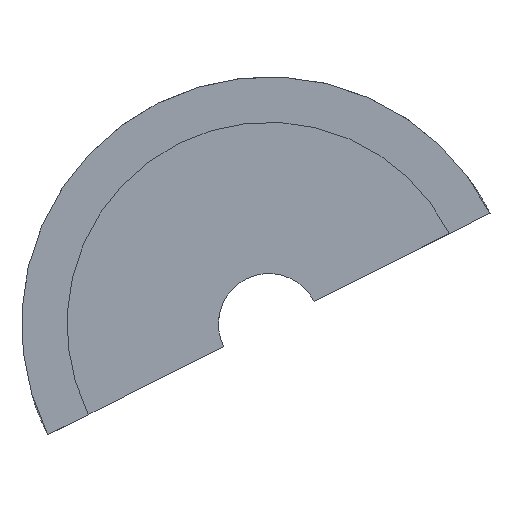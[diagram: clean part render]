
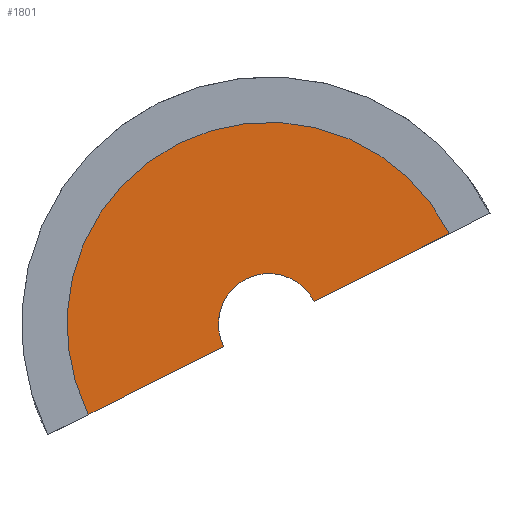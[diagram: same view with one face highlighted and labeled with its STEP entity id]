
A CAD part, left-side view. The second image highlights one B-rep face of the part: STEP entity #1801.
In plain terms, the highlighted face is planar.
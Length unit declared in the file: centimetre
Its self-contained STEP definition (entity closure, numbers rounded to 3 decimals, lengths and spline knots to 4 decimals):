
#2 = DIRECTION ( 'NONE',  ( 0., -1., 0. ) ) ;
#50 = LINE ( 'NONE', #1471, #782 ) ;
#59 = EDGE_CURVE ( 'NONE', #336, #1138, #1541, .T. ) ;
#100 = CARTESIAN_POINT ( 'NONE',  ( -5.2837, 87.05, 0. ) ) ;
#150 = VECTOR ( 'NONE', #992, 100. ) ;
#152 = AXIS2_PLACEMENT_3D ( 'NONE', #687, #268, #2 ) ;
#268 = DIRECTION ( 'NONE',  ( -1., 0., 0. ) ) ;
#274 = CARTESIAN_POINT ( 'NONE',  ( -5.2837, 87.05, 0. ) ) ;
#283 = CARTESIAN_POINT ( 'NONE',  ( -5.2837, 87.05, 0. ) ) ;
#304 = VERTEX_POINT ( 'NONE', #978 ) ;
#313 = ORIENTED_EDGE ( 'NONE', *, *, #1421, .F. ) ;
#323 = EDGE_LOOP ( 'NONE', ( #775, #627, #313, #1584 ) ) ;
#336 = VERTEX_POINT ( 'NONE', #1307 ) ;
#407 = CARTESIAN_POINT ( 'NONE',  ( -5.2837, 87.05, -5.715 ) ) ;
#466 = AXIS2_PLACEMENT_3D ( 'NONE', #100, #1795, #1111 ) ;
#567 = EDGE_CURVE ( 'NONE', #1138, #304, #50, .T. ) ;
#627 = ORIENTED_EDGE ( 'NONE', *, *, #1617, .F. ) ;
#687 = CARTESIAN_POINT ( 'NONE',  ( -5.2837, 87.05, 0. ) ) ;
#742 = CARTESIAN_POINT ( 'NONE',  ( -5.2837, 87.05, 1.27 ) ) ;
#775 = ORIENTED_EDGE ( 'NONE', *, *, #59, .F. ) ;
#782 = VECTOR ( 'NONE', #1047, 100. ) ;
#808 = AXIS2_PLACEMENT_3D ( 'NONE', #283, #1423, #860 ) ;
#825 = LINE ( 'NONE', #274, #150 ) ;
#860 = DIRECTION ( 'NONE',  ( 0., 0., 1. ) ) ;
#978 = CARTESIAN_POINT ( 'NONE',  ( -5.2837, 87.05, 5.715 ) ) ;
#992 = DIRECTION ( 'NONE',  ( 0., 0., 1. ) ) ;
#1047 = DIRECTION ( 'NONE',  ( 0., 0., 1. ) ) ;
#1111 = DIRECTION ( 'NONE',  ( 0., 0., 1. ) ) ;
#1138 = VERTEX_POINT ( 'NONE', #742 ) ;
#1202 = CIRCLE ( 'NONE', #466, 5.715 ) ;
#1265 = FACE_OUTER_BOUND ( 'NONE', #323, .T. ) ;
#1307 = CARTESIAN_POINT ( 'NONE',  ( -5.2837, 87.05, -1.27 ) ) ;
#1421 = EDGE_CURVE ( 'NONE', #304, #1793, #1202, .T. ) ;
#1423 = DIRECTION ( 'NONE',  ( 1., 0., 0. ) ) ;
#1471 = CARTESIAN_POINT ( 'NONE',  ( -5.2837, 87.05, 0. ) ) ;
#1541 = CIRCLE ( 'NONE', #808, 1.27 ) ;
#1543 = PLANE ( 'NONE',  #152 ) ;
#1584 = ORIENTED_EDGE ( 'NONE', *, *, #567, .F. ) ;
#1617 = EDGE_CURVE ( 'NONE', #1793, #336, #825, .T. ) ;
#1793 = VERTEX_POINT ( 'NONE', #407 ) ;
#1795 = DIRECTION ( 'NONE',  ( -1., 0., 0. ) ) ;
#1801 = ADVANCED_FACE ( 'NONE', ( #1265 ), #1543, .F. ) ;
